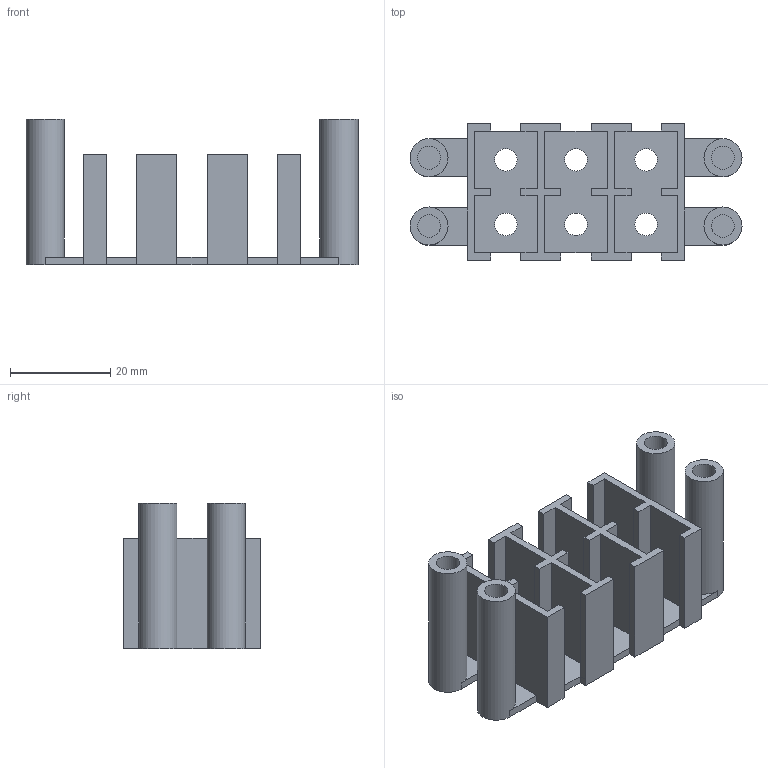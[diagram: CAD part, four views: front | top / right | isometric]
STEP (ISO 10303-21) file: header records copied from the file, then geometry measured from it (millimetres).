
FILE_DESCRIPTION(/* description */ ('','CAx-IF Rec.Pracs.---Representation and Presentation of Product Manufacturing Information (PMI)---4.0---2014-10-13'),/* implementation_level */ '2;1');
FILE_NAME(/* name */ 'Solenoid array v7.step',/* time_stamp */ '2025-03-17T04:21:24Z',/* author */ (''),/* organization */ (''),/* preprocessor_version */ 'ST-DEVELOPER v20',/* originating_system */ 'Autodesk Translation Framework v13.20.0.188',/* authorisation */ '');
FILE_SCHEMA (('AP242_MANAGED_MODEL_BASED_3D_ENGINEERING_MIM_LF { 1 0 10303 442 1 1 4 }'));
Length unit declared in the file: millimetre
Products named in the file (1): Solenoid array
Bounding box: 66.3 x 27.3 x 29 mm (x, y, z)
Volume: 11825.4 mm3; surface area: 13305.5 mm2
Topology: 1 solids, 1 shells, 116 faces, 314 edges, 204 vertices
Faces by surface type: plane 102, cylinder 14
Full cylindrical faces by diameter (mm): 4.5 x6, 4.6 x4, 7.6 x4
Entity records: 3643 total; most frequent: CARTESIAN_POINT 635, ORIENTED_EDGE 628, DIRECTION 584, EDGE_CURVE 314, LINE 278, VECTOR 278, VERTEX_POINT 204, AXIS2_PLACEMENT_3D 153
